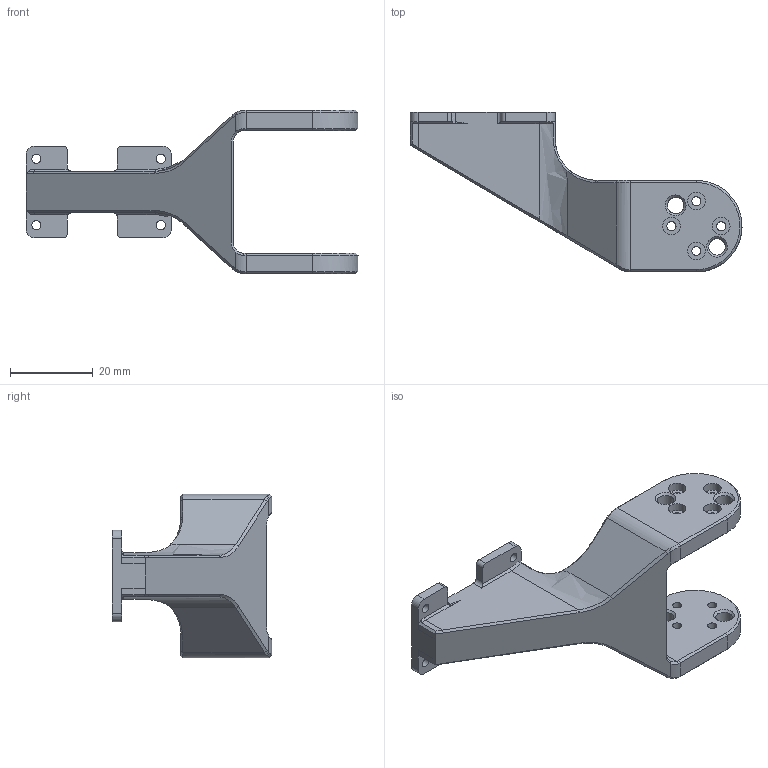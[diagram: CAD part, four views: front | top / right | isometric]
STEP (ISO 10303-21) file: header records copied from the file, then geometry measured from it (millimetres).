
FILE_DESCRIPTION(/* description */ (''),/* implementation_level */ '2;1');
FILE_NAME(/* name */ 'L6 rev.step',/* time_stamp */ '2025-08-21T17:23:30+02:00',/* author */ (''),/* organization */ (''),/* preprocessor_version */ 'ST-DEVELOPER v20.1',/* originating_system */ 'Autodesk Translation Framework v14.10.0.0',/* authorisation */ '');
FILE_SCHEMA (('AUTOMOTIVE_DESIGN { 1 0 10303 214 3 1 1 }'));
Length unit declared in the file: millimetre
Products named in the file (1): L6 revised
Bounding box: 80.02 x 38.5 x 39.5 mm (x, y, z)
Volume: 19017.5 mm3; surface area: 8445.9 mm2
Topology: 1 solids, 1 shells, 169 faces, 431 edges, 272 vertices
Faces by surface type: plane 66, bspline 56, cylinder 46, cone 1
Full cylindrical faces by diameter (mm): 2.2 x12, 4 x4, 4.25 x8
Entity records: 9272 total; most frequent: CARTESIAN_POINT 5451, ORIENTED_EDGE 862, DIRECTION 611, EDGE_CURVE 431, VERTEX_POINT 272, LINE 235, VECTOR 235, EDGE_LOOP 209
